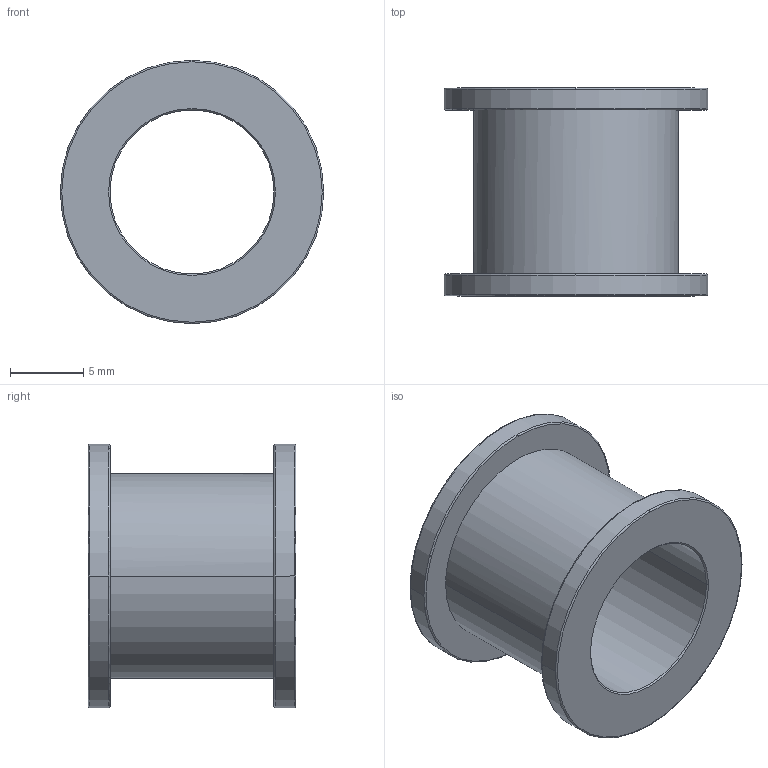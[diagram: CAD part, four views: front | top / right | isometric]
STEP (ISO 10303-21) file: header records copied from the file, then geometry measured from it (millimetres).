
FILE_DESCRIPTION (( 'STEP AP203' ), '1' );
FILE_NAME ('Body_2_Default_sldprt.STEP', '2023-12-01T19:26:56', ( '' ), ( '' ), 'SwSTEP 2.0', 'SolidWorks 2023', '' );
FILE_SCHEMA (( 'CONFIG_CONTROL_DESIGN' ));
Length unit declared in the file: millimetre
Products named in the file (1): Body_2_Default_sldprt
Bounding box: 18 x 14.2 x 18 mm (x, y, z)
Volume: 1087.7 mm3; surface area: 1661 mm2
Topology: 1 solids, 1 shells, 24 faces, 56 edges, 36 vertices
Faces by surface type: torus 8, cylinder 8, cone 4, plane 4
Entity records: 841 total; most frequent: CARTESIAN_POINT 174, DIRECTION 144, ORIENTED_EDGE 112, AXIS2_PLACEMENT_3D 66, EDGE_CURVE 56, CIRCLE 41, VERTEX_POINT 36, EDGE_LOOP 28
